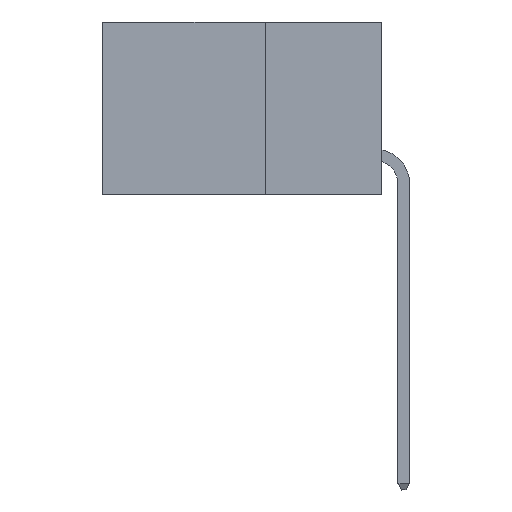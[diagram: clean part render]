
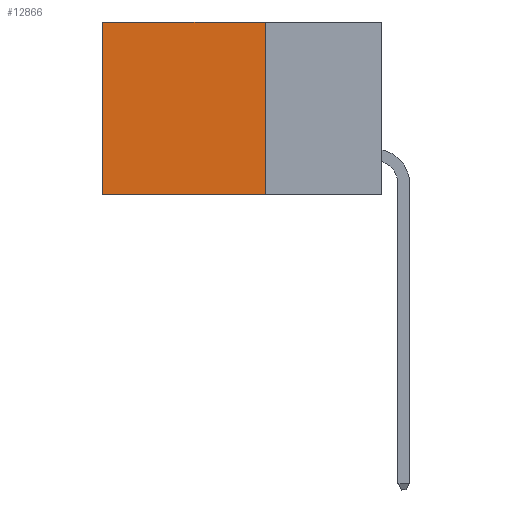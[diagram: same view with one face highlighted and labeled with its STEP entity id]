
A CAD part, left-side view. The second image highlights one B-rep face of the part: STEP entity #12866.
In plain terms, the highlighted planar face has unit normal (-1, 0, 0).
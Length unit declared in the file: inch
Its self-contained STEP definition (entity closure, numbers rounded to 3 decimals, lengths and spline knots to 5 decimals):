
#568 = CARTESIAN_POINT ( 'NONE',  ( 0.2875, 0.25, 0. ) ) ;
#4285 = CARTESIAN_POINT ( 'NONE',  ( 0.2875, 0.25, -0.37 ) ) ;
#6364 = VERTEX_POINT ( 'NONE', #28965 ) ;
#7748 = DIRECTION ( 'NONE',  ( 0., 1., 0. ) ) ;
#8381 = PLANE ( 'NONE',  #39691 ) ;
#8898 = CARTESIAN_POINT ( 'NONE',  ( 0.2875, 0.25, 0. ) ) ;
#9163 = ORIENTED_EDGE ( 'NONE', *, *, #16115, .F. ) ;
#9443 = VERTEX_POINT ( 'NONE', #24316 ) ;
#10751 = ORIENTED_EDGE ( 'NONE', *, *, #27625, .F. ) ;
#11832 = DIRECTION ( 'NONE',  ( 1., 0., 0. ) ) ;
#12866 = ADVANCED_FACE ( 'NONE', ( #29112 ), #8381, .F. ) ;
#13054 = VECTOR ( 'NONE', #17826, 39.37008 ) ;
#13693 = VERTEX_POINT ( 'NONE', #19897 ) ;
#14464 = EDGE_CURVE ( 'NONE', #9443, #13693, #16232, .T. ) ;
#15522 = VECTOR ( 'NONE', #28606, 39.37008 ) ;
#16065 = EDGE_CURVE ( 'NONE', #6364, #9443, #25072, .T. ) ;
#16115 = EDGE_CURVE ( 'NONE', #25127, #13693, #24002, .T. ) ;
#16232 = LINE ( 'NONE', #24368, #13054 ) ;
#17567 = LINE ( 'NONE', #8898, #15522 ) ;
#17826 = DIRECTION ( 'NONE',  ( 0., 0., -1. ) ) ;
#19897 = CARTESIAN_POINT ( 'NONE',  ( 0.2875, 0.6, -0.37 ) ) ;
#20401 = EDGE_LOOP ( 'NONE', ( #27513, #9163, #10751, #28627 ) ) ;
#24002 = LINE ( 'NONE', #4285, #38305 ) ;
#24316 = CARTESIAN_POINT ( 'NONE',  ( 0.2875, 0.6, 0. ) ) ;
#24368 = CARTESIAN_POINT ( 'NONE',  ( 0.2875, 0.6, 0. ) ) ;
#24696 = DIRECTION ( 'NONE',  ( 0., 0., -1. ) ) ;
#25072 = LINE ( 'NONE', #568, #33105 ) ;
#25127 = VERTEX_POINT ( 'NONE', #28809 ) ;
#27513 = ORIENTED_EDGE ( 'NONE', *, *, #14464, .T. ) ;
#27625 = EDGE_CURVE ( 'NONE', #6364, #25127, #17567, .T. ) ;
#28606 = DIRECTION ( 'NONE',  ( 0., 0., -1. ) ) ;
#28627 = ORIENTED_EDGE ( 'NONE', *, *, #16065, .T. ) ;
#28809 = CARTESIAN_POINT ( 'NONE',  ( 0.2875, 0.25, -0.37 ) ) ;
#28965 = CARTESIAN_POINT ( 'NONE',  ( 0.2875, 0.25, 0. ) ) ;
#29112 = FACE_OUTER_BOUND ( 'NONE', #20401, .T. ) ;
#33105 = VECTOR ( 'NONE', #34589, 39.37008 ) ;
#34589 = DIRECTION ( 'NONE',  ( 0., 1., 0. ) ) ;
#35078 = CARTESIAN_POINT ( 'NONE',  ( 0.2875, 0.25, 0. ) ) ;
#38305 = VECTOR ( 'NONE', #7748, 39.37008 ) ;
#39691 = AXIS2_PLACEMENT_3D ( 'NONE', #35078, #11832, #24696 ) ;
